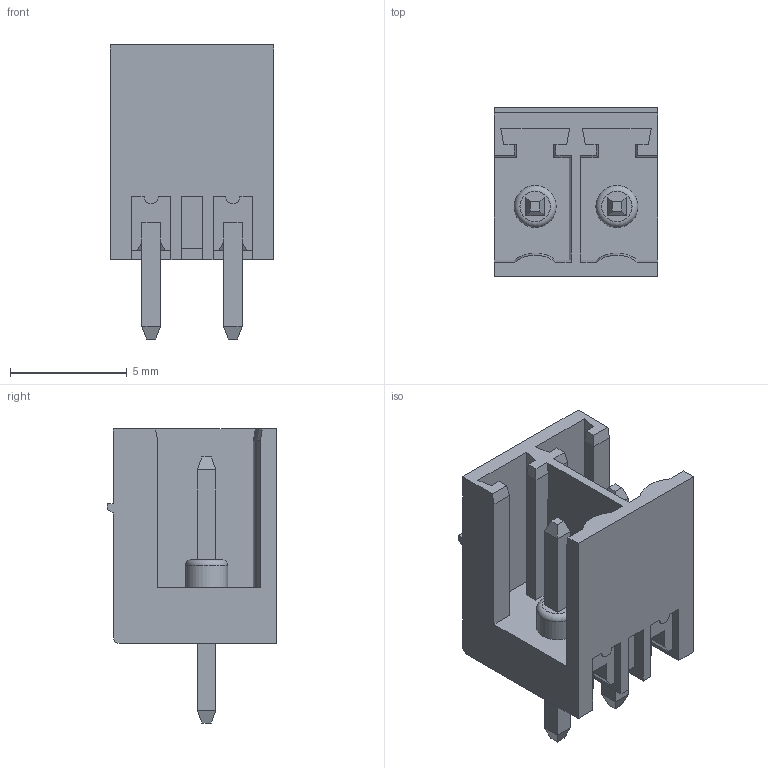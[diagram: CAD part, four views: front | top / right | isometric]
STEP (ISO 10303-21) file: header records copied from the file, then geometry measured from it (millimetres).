
FILE_DESCRIPTION(('STEP AP214'),'1');
FILE_NAME('PV02-3,5-V.stp','2018-11-29T10:29:51',(' '),(' '),'Spatial InterOp 3D',' ',' ');
FILE_SCHEMA(('AUTOMOTIVE_DESIGN { 1 0 10303 214 1 1 1 1 }'));
Length unit declared in the file: metre
Products named in the file (1): 1
Bounding box: 7 x 7.25 x 12.6 mm (x, y, z)
Volume: 220.6 mm3; surface area: 607.8 mm2
Topology: 1 solids, 1 shells, 137 faces, 357 edges, 226 vertices
Faces by surface type: plane 126, cylinder 7, torus 2, cone 2
Full cylindrical faces by diameter (mm): 1.8 x2
Entity records: 5160 total; most frequent: CARTESIAN_POINT 725, ORIENTED_EDGE 702, DIRECTION 641, EDGE_CURVE 351, LINE 329, VECTOR 329, VERTEX_POINT 224, AXIS2_PLACEMENT_3D 156
